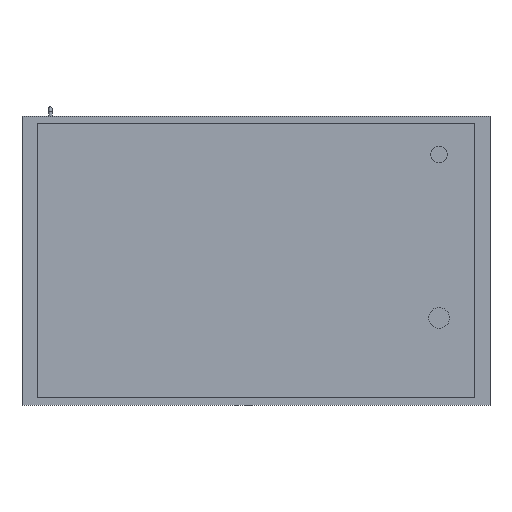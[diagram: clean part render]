
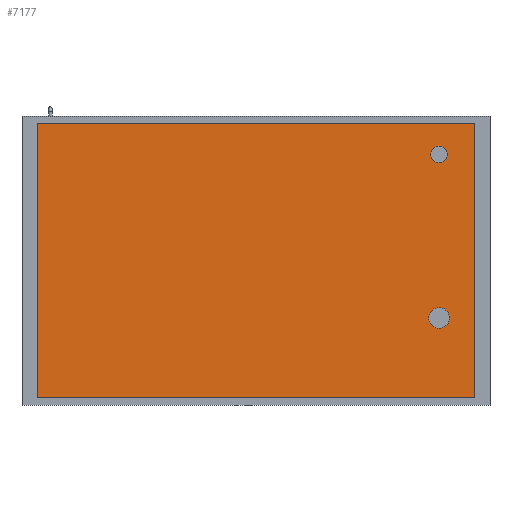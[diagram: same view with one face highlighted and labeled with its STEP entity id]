
A CAD part, front view. The second image highlights one B-rep face of the part: STEP entity #7177.
In plain terms, the highlighted planar face has unit normal (0, -1, 0).
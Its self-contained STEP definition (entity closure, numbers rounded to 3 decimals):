
#56=FACE_BOUND('',#801,.T.);
#57=FACE_BOUND('',#802,.T.);
#72=CIRCLE('',#7655,20.);
#74=CIRCLE('',#7659,25.);
#369=FACE_OUTER_BOUND('',#800,.T.);
#800=EDGE_LOOP('',(#4793,#4794,#4795,#4796));
#801=EDGE_LOOP('',(#4797));
#802=EDGE_LOOP('',(#4798));
#1253=LINE('',#10392,#2129);
#1256=LINE('',#10398,#2132);
#1259=LINE('',#10404,#2135);
#1262=LINE('',#10408,#2138);
#2129=VECTOR('',#8315,10.);
#2132=VECTOR('',#8320,10.);
#2135=VECTOR('',#8325,10.);
#2138=VECTOR('',#8330,10.);
#2986=VERTEX_POINT('',#10349);
#2988=VERTEX_POINT('',#10356);
#2999=VERTEX_POINT('',#10389);
#3000=VERTEX_POINT('',#10391);
#3002=VERTEX_POINT('',#10397);
#3004=VERTEX_POINT('',#10403);
#3685=EDGE_CURVE('',#2986,#2986,#72,.T.);
#3688=EDGE_CURVE('',#2988,#2988,#74,.T.);
#3703=EDGE_CURVE('',#3000,#2999,#1253,.T.);
#3706=EDGE_CURVE('',#3002,#3000,#1256,.T.);
#3709=EDGE_CURVE('',#3004,#3002,#1259,.T.);
#3712=EDGE_CURVE('',#2999,#3004,#1262,.T.);
#4793=ORIENTED_EDGE('',*,*,#3712,.T.);
#4794=ORIENTED_EDGE('',*,*,#3709,.T.);
#4795=ORIENTED_EDGE('',*,*,#3706,.T.);
#4796=ORIENTED_EDGE('',*,*,#3703,.T.);
#4797=ORIENTED_EDGE('',*,*,#3685,.T.);
#4798=ORIENTED_EDGE('',*,*,#3688,.T.);
#6821=PLANE('',#7671);
#7177=ADVANCED_FACE('',(#369,#56,#57),#6821,.T.);
#7655=AXIS2_PLACEMENT_3D('',#10351,#8276,#8277);
#7659=AXIS2_PLACEMENT_3D('',#10358,#8285,#8286);
#7671=AXIS2_PLACEMENT_3D('',#10410,#8333,#8334);
#8276=DIRECTION('center_axis',(0.,1.,0.));
#8277=DIRECTION('ref_axis',(1.,0.,0.));
#8285=DIRECTION('center_axis',(0.,1.,0.));
#8286=DIRECTION('ref_axis',(1.,0.,0.));
#8315=DIRECTION('',(-1.,0.,0.));
#8320=DIRECTION('',(0.,0.,1.));
#8325=DIRECTION('',(1.,0.,0.));
#8330=DIRECTION('',(0.,0.,-1.));
#8333=DIRECTION('center_axis',(0.,-1.,0.));
#8334=DIRECTION('ref_axis',(0.,0.,-1.));
#10349=CARTESIAN_POINT('',(420.,-370.,255.));
#10351=CARTESIAN_POINT('Origin',(440.,-370.,255.));
#10356=CARTESIAN_POINT('',(415.,-370.,-138.));
#10358=CARTESIAN_POINT('Origin',(440.,-370.,-138.));
#10389=CARTESIAN_POINT('',(-525.,-370.,330.));
#10391=CARTESIAN_POINT('',(525.,-370.,330.));
#10392=CARTESIAN_POINT('',(-525.,-370.,330.));
#10397=CARTESIAN_POINT('',(525.,-370.,-330.));
#10398=CARTESIAN_POINT('',(525.,-370.,330.));
#10403=CARTESIAN_POINT('',(-525.,-370.,-330.));
#10404=CARTESIAN_POINT('',(525.,-370.,-330.));
#10408=CARTESIAN_POINT('',(-525.,-370.,-330.));
#10410=CARTESIAN_POINT('Origin',(0.,-370.,0.));
